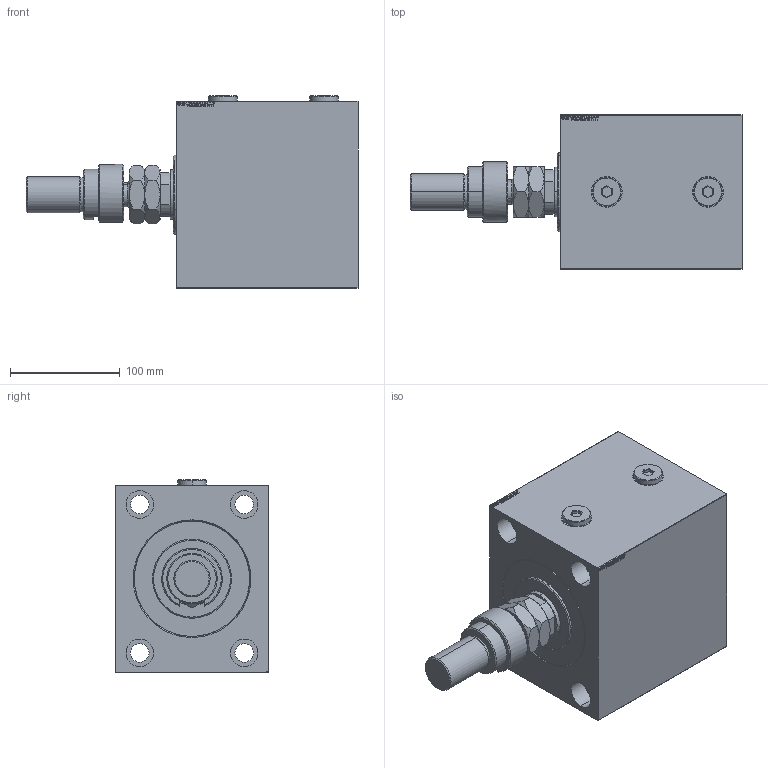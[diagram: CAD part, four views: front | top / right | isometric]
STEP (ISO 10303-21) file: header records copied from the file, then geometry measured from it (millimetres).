
FILE_DESCRIPTION (( 'STEP AP203' ), '1' );
FILE_NAME ('6e72.STEP', '2024-02-12T17:11:37', ( '' ), ( '' ), 'SwSTEP 2.0', 'SolidWorks 2019', '' );
FILE_SCHEMA (( 'CONFIG_CONTROL_DESIGN' ));
Length unit declared in the file: millimetre
Products named in the file (8): V450CM_VC_B 948f872dc07409c072ad04d405f4cbab; Zatka_OIL_PORT 948f872dc07409c072ad04d405f4cbab; FEMALE_PART_FOR_DFA 948f872dc07409c072ad04d405f4cbab; DFA 948f872dc07409c072ad04d405f4cbab; V450CM_C_VCP 948f872dc07409c072ad04d405f4cbab; MFA 948f872dc07409c072ad04d405f4cbab; V450CM_C_Body 948f872dc07409c072ad04d405f4cbab; 6e72
Assembly tree (8 placements, depth 3):
  6e72
    V450CM_C_Body 948f872dc07409c072ad04d405f4cbab
    V450CM_C_VCP 948f872dc07409c072ad04d405f4cbab
    V450CM_VC_B 948f872dc07409c072ad04d405f4cbab
    DFA 948f872dc07409c072ad04d405f4cbab
      FEMALE_PART_FOR_DFA 948f872dc07409c072ad04d405f4cbab
      MFA 948f872dc07409c072ad04d405f4cbab
    Zatka_OIL_PORT 948f872dc07409c072ad04d405f4cbab  x2
Bounding box: 302 x 140 x 174.9 mm (x, y, z)
Volume: 3506594.3 mm3; surface area: 343901.6 mm2
Topology: 7 solids, 7 shells, 1004 faces, 2516 edges, 1645 vertices
Faces by surface type: plane 471, bspline 380, cylinder 91, cone 58, torus 4
Entity records: 48258 total; most frequent: CARTESIAN_POINT 26290, ORIENTED_EDGE 4948, DIRECTION 3110, EDGE_CURVE 2474, VERTEX_POINT 1621, VECTOR 1412, LINE 1412, EDGE_LOOP 1123
